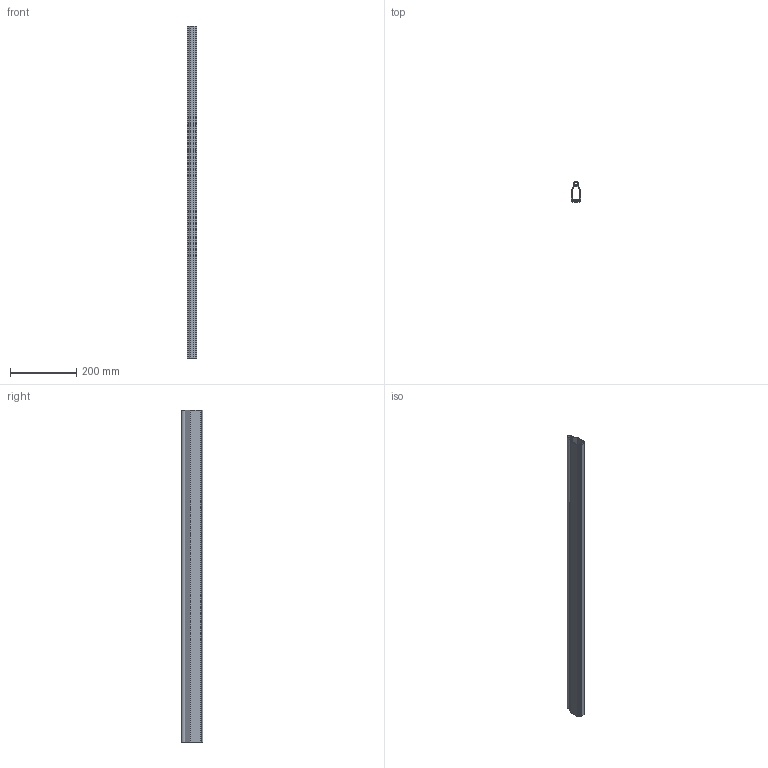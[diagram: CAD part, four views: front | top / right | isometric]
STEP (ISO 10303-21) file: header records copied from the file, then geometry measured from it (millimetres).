
FILE_DESCRIPTION((''),'2;1');
FILE_NAME('20120308_-_OSE-P_305800','2017-08-01T',('pfolte'),(''),'PRO/ENGINEER BY PARAMETRIC TECHNOLOGY CORPORATION, 2015440','PRO/ENGINEER BY PARAMETRIC TECHNOLOGY CORPORATION, 2015440','');
FILE_SCHEMA(('CONFIG_CONTROL_DESIGN'));
Length unit declared in the file: millimetre
Products named in the file (1): 20120308_-_OSE-P_305800
Bounding box: 30 x 64.25 x 1000 mm (x, y, z)
Volume: 438436.2 mm3; surface area: 361894.1 mm2
Topology: 1 solids, 1 shells, 48 faces, 138 edges, 92 vertices
Faces by surface type: plane 25, cylinder 23
Entity records: 1691 total; most frequent: CARTESIAN_POINT 295, ORIENTED_EDGE 276, DIRECTION 274, EDGE_CURVE 138, VECTOR 92, LINE 92, VERTEX_POINT 92, AXIS2_PLACEMENT_3D 91
